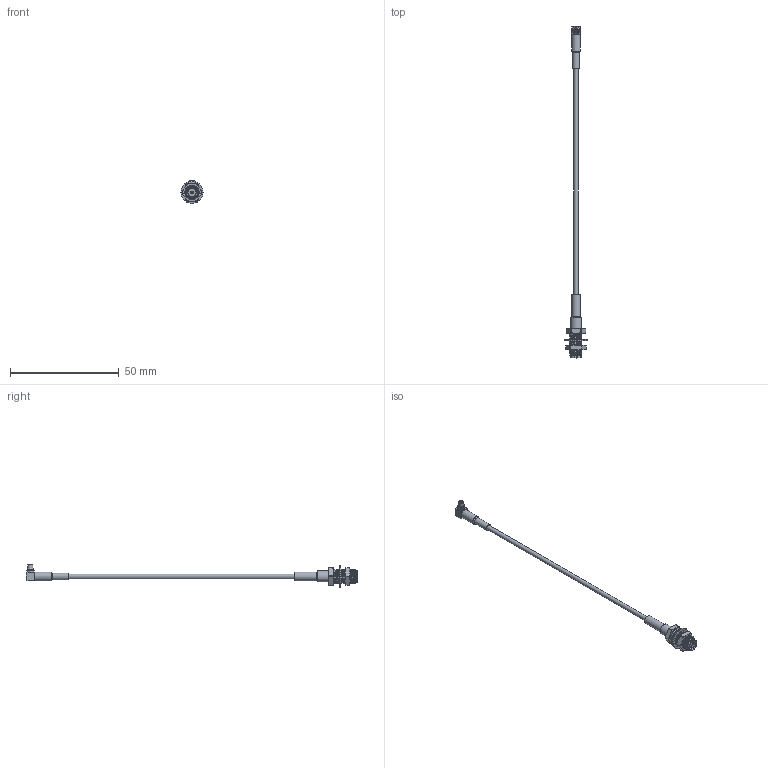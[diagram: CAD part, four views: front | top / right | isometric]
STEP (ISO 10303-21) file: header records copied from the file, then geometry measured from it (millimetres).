
FILE_DESCRIPTION(/* description */ ('Unknown'),/* implementation_level */ '2;1');
FILE_NAME(/* name */ '655019104xxx01',/* time_stamp */ '2020-01-20T10:01:30+01:00',/* author */ ('Unknown'),/* organization */ ('Unknown'),/* preprocessor_version */ 'ST-DEVELOPER v16.7',/* originating_system */ 'DEX',/* authorisation */ $);
FILE_SCHEMA (('AUTOMOTIVE_DESIGN {1 0 10303 214 3 1 1}'));
Products named in the file (1): 655019104xxx01
Bounding box: 10.2 x 152.4 x 10.6 mm (x, y, z)
Volume: 1786.7 mm3; surface area: 4896.7 mm2
Topology: 19 solids, 19 shells, 1634 faces, 3544 edges, 1968 vertices
Faces by surface type: bspline 992, cylinder 388, plane 191, cone 43, torus 20
Full cylindrical faces by diameter (mm): 0.4 x3, 0.5 x2, 0.52 x1, 0.7 x3, 0.8 x1, 0.9 x2, 0.92 x1, 0.95 x1, 1.04 x1, 1.27 x3, 1.4 x1, 1.5 x1, 1.53 x1, 1.6 x4, 1.8 x2, 1.9 x2, 2 x1, 2.1 x1, 2.3 x1, 2.38 x1, 2.5 x4, 2.7 x3, 2.75 x1, 3 x4, 3.4 x2, 3.7 x1, 3.85 x1, 4 x3, 4.1 x1, 4.95 x1
Entity records: 70890 total; most frequent: CARTESIAN_POINT 46802, ORIENTED_EDGE 6818, EDGE_CURVE 3409, DIRECTION 2478, VERTEX_POINT 1925, FACE_BOUND 1772, EDGE_LOOP 1771, ADVANCED_FACE 1633
